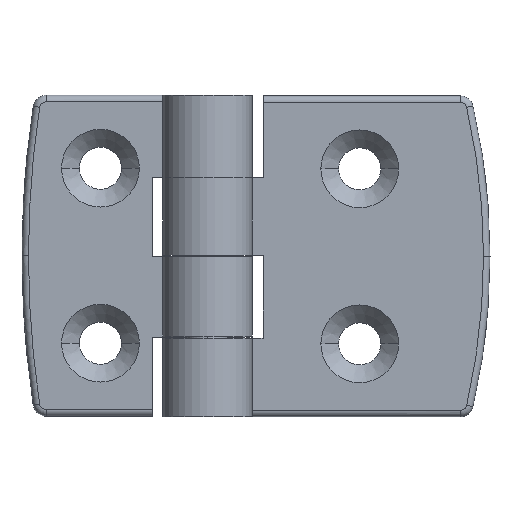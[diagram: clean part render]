
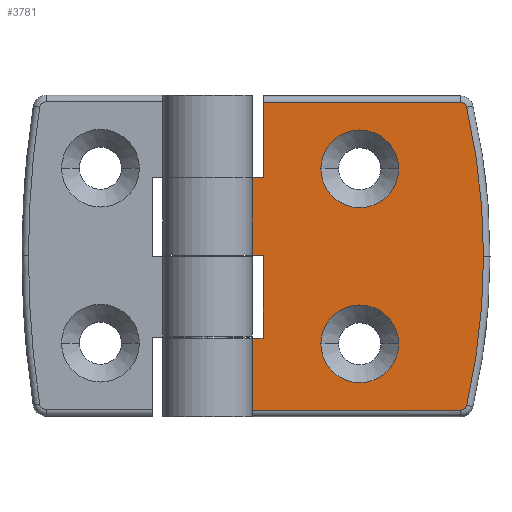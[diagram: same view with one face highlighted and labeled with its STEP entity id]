
A CAD part, top view. The second image highlights one B-rep face of the part: STEP entity #3781.
In plain terms, the highlighted planar face has unit normal (0, 0, 1).
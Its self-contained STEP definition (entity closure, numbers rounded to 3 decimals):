
#39 = EDGE_CURVE ( 'NONE', #2872, #634, #4538, .T. ) ;
#45 = ORIENTED_EDGE ( 'NONE', *, *, #370, .T. ) ;
#64 = CARTESIAN_POINT ( 'NONE',  ( -6., -13.5, 3.25 ) ) ;
#65 = CARTESIAN_POINT ( 'NONE',  ( -16.9, -23.75, 3.25 ) ) ;
#150 = LINE ( 'NONE', #5302, #5003 ) ;
#180 = ORIENTED_EDGE ( 'NONE', *, *, #3496, .T. ) ;
#233 = DIRECTION ( 'NONE',  ( 1., 0., 0. ) ) ;
#325 = CARTESIAN_POINT ( 'NONE',  ( -14.9, 23.75, 3.25 ) ) ;
#339 = VERTEX_POINT ( 'NONE', #325 ) ;
#370 = EDGE_CURVE ( 'NONE', #2685, #339, #5407, .T. ) ;
#375 = CARTESIAN_POINT ( 'NONE',  ( 0., -13.5, 3.25 ) ) ;
#394 = VERTEX_POINT ( 'NONE', #3762 ) ;
#424 = CIRCLE ( 'NONE', #4976, 6. ) ;
#428 = ORIENTED_EDGE ( 'NONE', *, *, #39, .F. ) ;
#464 = ORIENTED_EDGE ( 'NONE', *, *, #3309, .T. ) ;
#518 = CIRCLE ( 'NONE', #4823, 1. ) ;
#592 = VECTOR ( 'NONE', #4118, 1000. ) ;
#634 = VERTEX_POINT ( 'NONE', #3593 ) ;
#666 = DIRECTION ( 'NONE',  ( 1., 0., 0. ) ) ;
#861 = EDGE_CURVE ( 'NONE', #4531, #394, #3044, .T. ) ;
#883 = VECTOR ( 'NONE', #2215, 1000. ) ;
#920 = CARTESIAN_POINT ( 'NONE',  ( -16.9, 12.15, 3.25 ) ) ;
#956 = CARTESIAN_POINT ( 'NONE',  ( -14.9, 23.75, 3.25 ) ) ;
#1004 = DIRECTION ( 'NONE',  ( 0., 0., 1. ) ) ;
#1041 = DIRECTION ( 'NONE',  ( 1., 0., 0. ) ) ;
#1079 = EDGE_CURVE ( 'NONE', #2872, #2047, #4359, .T. ) ;
#1096 = CARTESIAN_POINT ( 'NONE',  ( -14.9, 0., 3.25 ) ) ;
#1107 = LINE ( 'NONE', #1096, #5945 ) ;
#1153 = CARTESIAN_POINT ( 'NONE',  ( 19.1, 0., 3.25 ) ) ;
#1157 = CARTESIAN_POINT ( 'NONE',  ( 0., -13.5, 3.25 ) ) ;
#1158 = ORIENTED_EDGE ( 'NONE', *, *, #3819, .T. ) ;
#1193 = LINE ( 'NONE', #3423, #4784 ) ;
#1232 = ORIENTED_EDGE ( 'NONE', *, *, #1555, .T. ) ;
#1374 = CARTESIAN_POINT ( 'NONE',  ( 0., 13.5, 3.25 ) ) ;
#1463 = DIRECTION ( 'NONE',  ( 1., 0., 0. ) ) ;
#1512 = DIRECTION ( 'NONE',  ( 0., 0., 1. ) ) ;
#1555 = EDGE_CURVE ( 'NONE', #3093, #5193, #150, .T. ) ;
#1597 = ORIENTED_EDGE ( 'NONE', *, *, #3704, .T. ) ;
#1602 = EDGE_CURVE ( 'NONE', #339, #634, #1107, .T. ) ;
#1630 = CARTESIAN_POINT ( 'NONE',  ( 6., -13.5, 3.25 ) ) ;
#1642 = DIRECTION ( 'NONE',  ( 1., 0., 0. ) ) ;
#1648 = DIRECTION ( 'NONE',  ( 0., 0., -1. ) ) ;
#1689 = VERTEX_POINT ( 'NONE', #3000 ) ;
#1696 = DIRECTION ( 'NONE',  ( -1., 0., 0. ) ) ;
#1766 = DIRECTION ( 'NONE',  ( 1., 0., 0. ) ) ;
#1821 = VECTOR ( 'NONE', #1696, 1000. ) ;
#1839 = ORIENTED_EDGE ( 'NONE', *, *, #5931, .T. ) ;
#1885 = CARTESIAN_POINT ( 'NONE',  ( 15.52, -22.75, 3.25 ) ) ;
#2047 = VERTEX_POINT ( 'NONE', #4863 ) ;
#2062 = VECTOR ( 'NONE', #5282, 1000. ) ;
#2096 = DIRECTION ( 'NONE',  ( 0., 0., 1. ) ) ;
#2186 = CARTESIAN_POINT ( 'NONE',  ( 15.52, 22.75, 3.25 ) ) ;
#2215 = DIRECTION ( 'NONE',  ( 0., -1., 0. ) ) ;
#2275 = DIRECTION ( 'NONE',  ( 1., 0., 0. ) ) ;
#2347 = VERTEX_POINT ( 'NONE', #4695 ) ;
#2350 = PLANE ( 'NONE',  #4443 ) ;
#2368 = CIRCLE ( 'NONE', #3300, 1. ) ;
#2385 = AXIS2_PLACEMENT_3D ( 'NONE', #3826, #1004, #4304 ) ;
#2400 = VERTEX_POINT ( 'NONE', #64 ) ;
#2558 = VERTEX_POINT ( 'NONE', #2574 ) ;
#2574 = CARTESIAN_POINT ( 'NONE',  ( -14.9, 0.15, 3.25 ) ) ;
#2685 = VERTEX_POINT ( 'NONE', #3558 ) ;
#2686 = VECTOR ( 'NONE', #4408, 1000. ) ;
#2713 = VERTEX_POINT ( 'NONE', #1153 ) ;
#2824 = CARTESIAN_POINT ( 'NONE',  ( 16.495, -22.974, 3.25 ) ) ;
#2828 = LINE ( 'NONE', #4709, #2686 ) ;
#2834 = DIRECTION ( 'NONE',  ( 0., 0., 1. ) ) ;
#2872 = VERTEX_POINT ( 'NONE', #920 ) ;
#2937 = CIRCLE ( 'NONE', #2385, 102.594 ) ;
#3000 = CARTESIAN_POINT ( 'NONE',  ( -14.9, -12.65, 3.25 ) ) ;
#3044 = CIRCLE ( 'NONE', #4001, 6. ) ;
#3053 = DIRECTION ( 'NONE',  ( 0., 0., 1. ) ) ;
#3093 = VERTEX_POINT ( 'NONE', #3343 ) ;
#3165 = EDGE_CURVE ( 'NONE', #2047, #2558, #2828, .T. ) ;
#3212 = AXIS2_PLACEMENT_3D ( 'NONE', #375, #1648, #666 ) ;
#3300 = AXIS2_PLACEMENT_3D ( 'NONE', #2186, #1512, #1766 ) ;
#3309 = EDGE_CURVE ( 'NONE', #5193, #5046, #1193, .T. ) ;
#3331 = FACE_BOUND ( 'NONE', #3920, .T. ) ;
#3343 = CARTESIAN_POINT ( 'NONE',  ( -16.9, -12.65, 3.25 ) ) ;
#3423 = CARTESIAN_POINT ( 'NONE',  ( 15.52, -23.75, 3.25 ) ) ;
#3425 = VERTEX_POINT ( 'NONE', #1630 ) ;
#3429 = EDGE_LOOP ( 'NONE', ( #180, #4021 ) ) ;
#3496 = EDGE_CURVE ( 'NONE', #3425, #2400, #4855, .T. ) ;
#3558 = CARTESIAN_POINT ( 'NONE',  ( 15.52, 23.75, 3.25 ) ) ;
#3593 = CARTESIAN_POINT ( 'NONE',  ( -14.9, 12.15, 3.25 ) ) ;
#3704 = EDGE_CURVE ( 'NONE', #2347, #2685, #2368, .T. ) ;
#3762 = CARTESIAN_POINT ( 'NONE',  ( 6., 13.5, 3.25 ) ) ;
#3781 = ADVANCED_FACE ( 'NONE', ( #5644, #3331, #4428 ), #2350, .T. ) ;
#3819 = EDGE_CURVE ( 'NONE', #5046, #5115, #518, .T. ) ;
#3826 = CARTESIAN_POINT ( 'NONE',  ( -83.494, 0., 3.25 ) ) ;
#3882 = ORIENTED_EDGE ( 'NONE', *, *, #4067, .T. ) ;
#3920 = EDGE_LOOP ( 'NONE', ( #4281, #4096 ) ) ;
#3941 = DIRECTION ( 'NONE',  ( 0., -1., 0. ) ) ;
#4001 = AXIS2_PLACEMENT_3D ( 'NONE', #1374, #4213, #4193 ) ;
#4021 = ORIENTED_EDGE ( 'NONE', *, *, #5535, .T. ) ;
#4047 = CIRCLE ( 'NONE', #5013, 102.594 ) ;
#4067 = EDGE_CURVE ( 'NONE', #2558, #1689, #4497, .T. ) ;
#4096 = ORIENTED_EDGE ( 'NONE', *, *, #861, .F. ) ;
#4118 = DIRECTION ( 'NONE',  ( 0., -1., 0. ) ) ;
#4193 = DIRECTION ( 'NONE',  ( 1., 0., 0. ) ) ;
#4213 = DIRECTION ( 'NONE',  ( 0., 0., 1. ) ) ;
#4267 = DIRECTION ( 'NONE',  ( 0., 0., 1. ) ) ;
#4281 = ORIENTED_EDGE ( 'NONE', *, *, #5494, .F. ) ;
#4304 = DIRECTION ( 'NONE',  ( 1., 0., 0. ) ) ;
#4359 = LINE ( 'NONE', #5514, #592 ) ;
#4401 = ORIENTED_EDGE ( 'NONE', *, *, #1079, .T. ) ;
#4408 = DIRECTION ( 'NONE',  ( 1., 0., 0. ) ) ;
#4428 = FACE_OUTER_BOUND ( 'NONE', #5195, .T. ) ;
#4443 = AXIS2_PLACEMENT_3D ( 'NONE', #4779, #4267, #1041 ) ;
#4447 = DIRECTION ( 'NONE',  ( 0., 0., -1. ) ) ;
#4454 = ORIENTED_EDGE ( 'NONE', *, *, #5546, .T. ) ;
#4474 = AXIS2_PLACEMENT_3D ( 'NONE', #4885, #2096, #5361 ) ;
#4497 = LINE ( 'NONE', #5005, #883 ) ;
#4531 = VERTEX_POINT ( 'NONE', #4850 ) ;
#4538 = LINE ( 'NONE', #5967, #5763 ) ;
#4555 = LINE ( 'NONE', #4802, #2062 ) ;
#4695 = CARTESIAN_POINT ( 'NONE',  ( 16.495, 22.974, 3.25 ) ) ;
#4709 = CARTESIAN_POINT ( 'NONE',  ( -83.494, 0.15, 3.25 ) ) ;
#4779 = CARTESIAN_POINT ( 'NONE',  ( -83.494, 0., 3.25 ) ) ;
#4784 = VECTOR ( 'NONE', #5969, 1000. ) ;
#4802 = CARTESIAN_POINT ( 'NONE',  ( -83.494, -12.65, 3.25 ) ) ;
#4823 = AXIS2_PLACEMENT_3D ( 'NONE', #1885, #2834, #1463 ) ;
#4850 = CARTESIAN_POINT ( 'NONE',  ( -6., 13.5, 3.25 ) ) ;
#4855 = CIRCLE ( 'NONE', #3212, 6. ) ;
#4863 = CARTESIAN_POINT ( 'NONE',  ( -16.9, 0.15, 3.25 ) ) ;
#4885 = CARTESIAN_POINT ( 'NONE',  ( 0., 13.5, 3.25 ) ) ;
#4976 = AXIS2_PLACEMENT_3D ( 'NONE', #1157, #4447, #1642 ) ;
#5003 = VECTOR ( 'NONE', #5319, 1000. ) ;
#5005 = CARTESIAN_POINT ( 'NONE',  ( -14.9, 0., 3.25 ) ) ;
#5013 = AXIS2_PLACEMENT_3D ( 'NONE', #5846, #3053, #233 ) ;
#5046 = VERTEX_POINT ( 'NONE', #6023 ) ;
#5115 = VERTEX_POINT ( 'NONE', #2824 ) ;
#5193 = VERTEX_POINT ( 'NONE', #65 ) ;
#5195 = EDGE_LOOP ( 'NONE', ( #1232, #464, #1158, #4454, #1839, #1597, #45, #5536, #428, #4401, #5898, #3882, #5384 ) ) ;
#5270 = EDGE_CURVE ( 'NONE', #3093, #1689, #4555, .T. ) ;
#5273 = CIRCLE ( 'NONE', #4474, 6. ) ;
#5282 = DIRECTION ( 'NONE',  ( 1., 0., 0. ) ) ;
#5302 = CARTESIAN_POINT ( 'NONE',  ( -16.9, 24.75, 3.25 ) ) ;
#5319 = DIRECTION ( 'NONE',  ( 0., -1., 0. ) ) ;
#5361 = DIRECTION ( 'NONE',  ( 1., 0., 0. ) ) ;
#5384 = ORIENTED_EDGE ( 'NONE', *, *, #5270, .F. ) ;
#5407 = LINE ( 'NONE', #956, #1821 ) ;
#5494 = EDGE_CURVE ( 'NONE', #394, #4531, #5273, .T. ) ;
#5514 = CARTESIAN_POINT ( 'NONE',  ( -16.9, 24.75, 3.25 ) ) ;
#5535 = EDGE_CURVE ( 'NONE', #2400, #3425, #424, .T. ) ;
#5536 = ORIENTED_EDGE ( 'NONE', *, *, #1602, .T. ) ;
#5546 = EDGE_CURVE ( 'NONE', #5115, #2713, #4047, .T. ) ;
#5644 = FACE_BOUND ( 'NONE', #3429, .T. ) ;
#5763 = VECTOR ( 'NONE', #2275, 1000. ) ;
#5846 = CARTESIAN_POINT ( 'NONE',  ( -83.494, 0., 3.25 ) ) ;
#5898 = ORIENTED_EDGE ( 'NONE', *, *, #3165, .T. ) ;
#5931 = EDGE_CURVE ( 'NONE', #2713, #2347, #2937, .T. ) ;
#5945 = VECTOR ( 'NONE', #3941, 1000. ) ;
#5967 = CARTESIAN_POINT ( 'NONE',  ( -83.494, 12.15, 3.25 ) ) ;
#5969 = DIRECTION ( 'NONE',  ( 1., 0., 0. ) ) ;
#6023 = CARTESIAN_POINT ( 'NONE',  ( 15.52, -23.75, 3.25 ) ) ;
